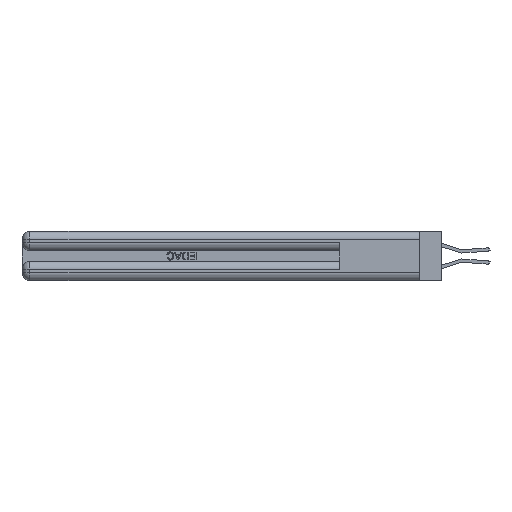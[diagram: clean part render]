
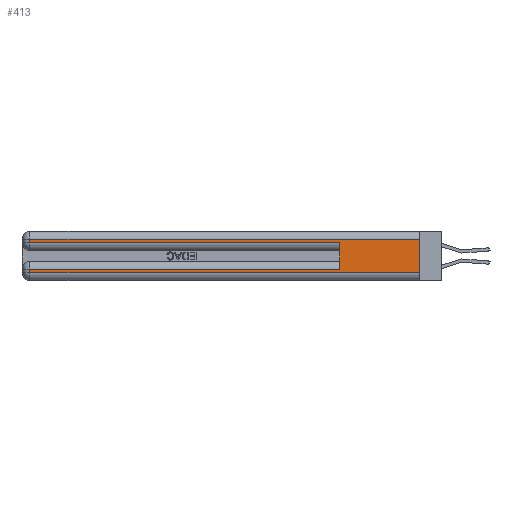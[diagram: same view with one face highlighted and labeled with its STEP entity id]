
A CAD part, left-side view. The second image highlights one B-rep face of the part: STEP entity #413.
In plain terms, the highlighted planar face has unit normal (-1, 0, 0).
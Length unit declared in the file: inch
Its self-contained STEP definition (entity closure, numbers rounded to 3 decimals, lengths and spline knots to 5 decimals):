
#413 = ADVANCED_FACE ( 'NONE', ( #43311 ), #38672, .F. ) ;
#985 = LINE ( 'NONE', #11026, #26738 ) ;
#1777 = EDGE_CURVE ( 'NONE', #42351, #30123, #14290, .T. ) ;
#2377 = CARTESIAN_POINT ( 'NONE',  ( 0., 2.94, 0.37 ) ) ;
#2812 = VECTOR ( 'NONE', #22583, 39.37008 ) ;
#2882 = LINE ( 'NONE', #14804, #33954 ) ;
#4771 = CARTESIAN_POINT ( 'NONE',  ( 0., 0., 0.37 ) ) ;
#4976 = EDGE_CURVE ( 'NONE', #6195, #27441, #2882, .T. ) ;
#5467 = ORIENTED_EDGE ( 'NONE', *, *, #18643, .F. ) ;
#5563 = LINE ( 'NONE', #28880, #7127 ) ;
#6195 = VERTEX_POINT ( 'NONE', #21167 ) ;
#7120 = LINE ( 'NONE', #15370, #41868 ) ;
#7127 = VECTOR ( 'NONE', #15545, 39.37008 ) ;
#7272 = CARTESIAN_POINT ( 'NONE',  ( 0., 0.6, 0.085 ) ) ;
#9321 = CARTESIAN_POINT ( 'NONE',  ( 0., 0.6, 0.145 ) ) ;
#9498 = VECTOR ( 'NONE', #32801, 39.37008 ) ;
#10562 = VERTEX_POINT ( 'NONE', #41402 ) ;
#11026 = CARTESIAN_POINT ( 'NONE',  ( 0., 0., 0.31 ) ) ;
#11520 = CARTESIAN_POINT ( 'NONE',  ( 0., 0., 0.31 ) ) ;
#11990 = DIRECTION ( 'NONE',  ( 1., 0., 0. ) ) ;
#12236 = EDGE_LOOP ( 'NONE', ( #5467, #34937, #30611, #30258, #12710, #33033, #41028, #15367 ) ) ;
#12307 = LINE ( 'NONE', #9321, #2812 ) ;
#12710 = ORIENTED_EDGE ( 'NONE', *, *, #40036, .F. ) ;
#13271 = CARTESIAN_POINT ( 'NONE',  ( 0., 0.6, 0.285 ) ) ;
#13877 = CARTESIAN_POINT ( 'NONE',  ( 0., 2.94, 0.06 ) ) ;
#14290 = LINE ( 'NONE', #19554, #35292 ) ;
#14731 = DIRECTION ( 'NONE',  ( 0., 1., 0. ) ) ;
#14804 = CARTESIAN_POINT ( 'NONE',  ( 0., 0., 0.285 ) ) ;
#15367 = ORIENTED_EDGE ( 'NONE', *, *, #24061, .T. ) ;
#15370 = CARTESIAN_POINT ( 'NONE',  ( 0., 0., 0.37 ) ) ;
#15545 = DIRECTION ( 'NONE',  ( 0., -1., 0. ) ) ;
#15667 = AXIS2_PLACEMENT_3D ( 'NONE', #4771, #11990, #31689 ) ;
#17135 = EDGE_CURVE ( 'NONE', #18419, #10562, #985, .T. ) ;
#18181 = CARTESIAN_POINT ( 'NONE',  ( 0., 2.94, 0.085 ) ) ;
#18419 = VERTEX_POINT ( 'NONE', #11520 ) ;
#18643 = EDGE_CURVE ( 'NONE', #18419, #23309, #7120, .T. ) ;
#18735 = DIRECTION ( 'NONE',  ( 0., 0., -1. ) ) ;
#19116 = VECTOR ( 'NONE', #20656, 39.37008 ) ;
#19554 = CARTESIAN_POINT ( 'NONE',  ( 0., 2.94, 0.37 ) ) ;
#20656 = DIRECTION ( 'NONE',  ( 0., 1., 0. ) ) ;
#20924 = EDGE_CURVE ( 'NONE', #31492, #42351, #31188, .T. ) ;
#21167 = CARTESIAN_POINT ( 'NONE',  ( 0., 2.94, 0.285 ) ) ;
#22583 = DIRECTION ( 'NONE',  ( 0., 0., 1. ) ) ;
#23309 = VERTEX_POINT ( 'NONE', #27924 ) ;
#24061 = EDGE_CURVE ( 'NONE', #30123, #23309, #5563, .T. ) ;
#24906 = DIRECTION ( 'NONE',  ( 0., -1., 0. ) ) ;
#26738 = VECTOR ( 'NONE', #14731, 39.37008 ) ;
#27441 = VERTEX_POINT ( 'NONE', #13271 ) ;
#27528 = CARTESIAN_POINT ( 'NONE',  ( 0., 0., 0.085 ) ) ;
#27924 = CARTESIAN_POINT ( 'NONE',  ( 0., 0., 0.06 ) ) ;
#27927 = EDGE_CURVE ( 'NONE', #10562, #6195, #35809, .T. ) ;
#28880 = CARTESIAN_POINT ( 'NONE',  ( 0., 0., 0.06 ) ) ;
#30123 = VERTEX_POINT ( 'NONE', #13877 ) ;
#30258 = ORIENTED_EDGE ( 'NONE', *, *, #4976, .T. ) ;
#30611 = ORIENTED_EDGE ( 'NONE', *, *, #27927, .T. ) ;
#31188 = LINE ( 'NONE', #27528, #19116 ) ;
#31492 = VERTEX_POINT ( 'NONE', #7272 ) ;
#31689 = DIRECTION ( 'NONE',  ( 0., 0., -1. ) ) ;
#32801 = DIRECTION ( 'NONE',  ( 0., 0., -1. ) ) ;
#33033 = ORIENTED_EDGE ( 'NONE', *, *, #20924, .T. ) ;
#33161 = DIRECTION ( 'NONE',  ( 0., 0., -1. ) ) ;
#33954 = VECTOR ( 'NONE', #24906, 39.37008 ) ;
#34937 = ORIENTED_EDGE ( 'NONE', *, *, #17135, .T. ) ;
#35292 = VECTOR ( 'NONE', #33161, 39.37008 ) ;
#35809 = LINE ( 'NONE', #2377, #9498 ) ;
#38672 = PLANE ( 'NONE',  #15667 ) ;
#40036 = EDGE_CURVE ( 'NONE', #31492, #27441, #12307, .T. ) ;
#41028 = ORIENTED_EDGE ( 'NONE', *, *, #1777, .T. ) ;
#41402 = CARTESIAN_POINT ( 'NONE',  ( 0., 2.94, 0.31 ) ) ;
#41868 = VECTOR ( 'NONE', #18735, 39.37008 ) ;
#42351 = VERTEX_POINT ( 'NONE', #18181 ) ;
#43311 = FACE_OUTER_BOUND ( 'NONE', #12236, .T. ) ;
